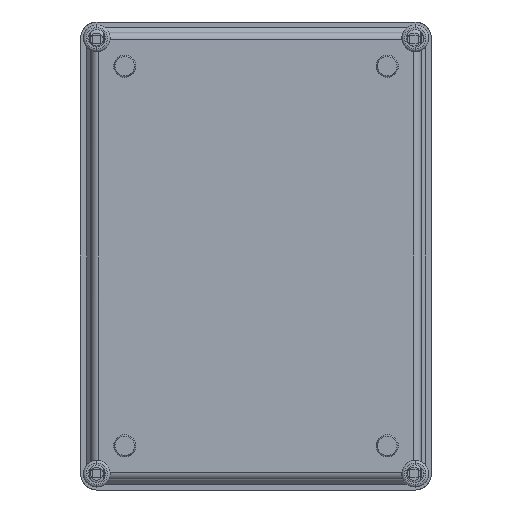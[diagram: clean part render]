
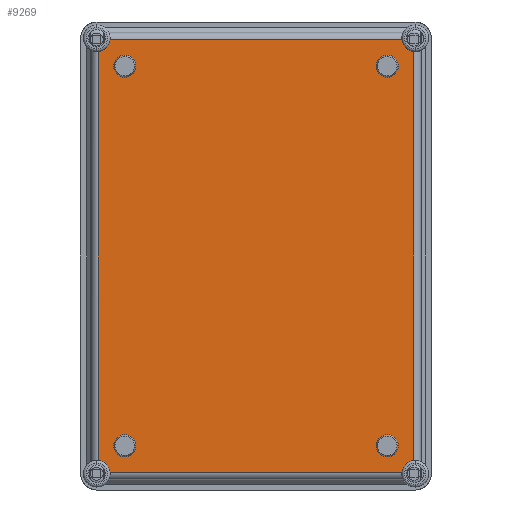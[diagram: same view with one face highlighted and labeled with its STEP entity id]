
A CAD part, front view. The second image highlights one B-rep face of the part: STEP entity #9269.
In plain terms, the highlighted planar face has unit normal (0, -1, 0).
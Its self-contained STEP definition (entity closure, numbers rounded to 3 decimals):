
#43 = CIRCLE ( 'NONE', #10839, 8.5 ) ;
#79 = VECTOR ( 'NONE', #7919, 1000. ) ;
#207 = DIRECTION ( 'NONE',  ( 0., 0., -1. ) ) ;
#275 = CARTESIAN_POINT ( 'NONE',  ( -122.5, 0., 167.5 ) ) ;
#585 = EDGE_CURVE ( 'NONE', #11620, #1800, #9381, .T. ) ;
#944 = AXIS2_PLACEMENT_3D ( 'NONE', #2297, #9232, #10219 ) ;
#1011 = EDGE_CURVE ( 'NONE', #7150, #5690, #2578, .T. ) ;
#1083 = EDGE_CURVE ( 'NONE', #4068, #7922, #10173, .T. ) ;
#1170 = DIRECTION ( 'NONE',  ( 0., 0., -1. ) ) ;
#1187 = CARTESIAN_POINT ( 'NONE',  ( 101., 0., 137.5 ) ) ;
#1207 = VERTEX_POINT ( 'NONE', #11417 ) ;
#1247 = EDGE_CURVE ( 'NONE', #1364, #1800, #2408, .T. ) ;
#1248 = CARTESIAN_POINT ( 'NONE',  ( -101., 0., 146. ) ) ;
#1364 = VERTEX_POINT ( 'NONE', #11939 ) ;
#1579 = FACE_BOUND ( 'NONE', #9300, .T. ) ;
#1602 = DIRECTION ( 'NONE',  ( 0., -1., 0. ) ) ;
#1720 = DIRECTION ( 'NONE',  ( 0., 0., -1. ) ) ;
#1749 = CARTESIAN_POINT ( 'NONE',  ( 121.5, 0., 172. ) ) ;
#1800 = VERTEX_POINT ( 'NONE', #10644 ) ;
#1952 = CARTESIAN_POINT ( 'NONE',  ( -101., 0., 137.5 ) ) ;
#2002 = ORIENTED_EDGE ( 'NONE', *, *, #10631, .F. ) ;
#2124 = CARTESIAN_POINT ( 'NONE',  ( -101., 0., 146. ) ) ;
#2264 = DIRECTION ( 'NONE',  ( 0., 0., -1. ) ) ;
#2297 = CARTESIAN_POINT ( 'NONE',  ( -101., 0., -146. ) ) ;
#2408 = CIRCLE ( 'NONE', #9414, 10.25 ) ;
#2514 = ORIENTED_EDGE ( 'NONE', *, *, #8787, .F. ) ;
#2578 = CIRCLE ( 'NONE', #11377, 8.5 ) ;
#2674 = VERTEX_POINT ( 'NONE', #3273 ) ;
#2835 = CIRCLE ( 'NONE', #5393, 10.25 ) ;
#2897 = CARTESIAN_POINT ( 'NONE',  ( 101., 0., 146. ) ) ;
#2904 = AXIS2_PLACEMENT_3D ( 'NONE', #11856, #7939, #2910 ) ;
#2910 = DIRECTION ( 'NONE',  ( 0., 0., -1. ) ) ;
#3201 = DIRECTION ( 'NONE',  ( -1., 0., 0. ) ) ;
#3273 = CARTESIAN_POINT ( 'NONE',  ( 101., 0., 154.5 ) ) ;
#3302 = CIRCLE ( 'NONE', #8358, 8.5 ) ;
#3318 = EDGE_LOOP ( 'NONE', ( #11350, #9793, #7908, #12126, #2002, #7235, #6069, #4997 ) ) ;
#3332 = EDGE_LOOP ( 'NONE', ( #4809, #7974 ) ) ;
#3366 = DIRECTION ( 'NONE',  ( 0., 0., -1. ) ) ;
#3370 = VERTEX_POINT ( 'NONE', #1952 ) ;
#3412 = VECTOR ( 'NONE', #12491, 1000. ) ;
#3642 = DIRECTION ( 'NONE',  ( 0., 0., 1. ) ) ;
#3715 = CARTESIAN_POINT ( 'NONE',  ( 101., 0., -154.5 ) ) ;
#4024 = EDGE_CURVE ( 'NONE', #4279, #2674, #11929, .T. ) ;
#4068 = VERTEX_POINT ( 'NONE', #5288 ) ;
#4090 = FACE_OUTER_BOUND ( 'NONE', #3318, .T. ) ;
#4176 = PLANE ( 'NONE',  #8296 ) ;
#4279 = VERTEX_POINT ( 'NONE', #1187 ) ;
#4345 = VECTOR ( 'NONE', #3201, 1000. ) ;
#4378 = DIRECTION ( 'NONE',  ( 0., 0., -1. ) ) ;
#4441 = EDGE_CURVE ( 'NONE', #4068, #1207, #9454, .T. ) ;
#4545 = FACE_BOUND ( 'NONE', #5960, .T. ) ;
#4746 = ORIENTED_EDGE ( 'NONE', *, *, #11116, .F. ) ;
#4809 = ORIENTED_EDGE ( 'NONE', *, *, #1011, .F. ) ;
#4862 = DIRECTION ( 'NONE',  ( 0., -1., 0. ) ) ;
#4929 = CARTESIAN_POINT ( 'NONE',  ( 127., 0., -166.5 ) ) ;
#4997 = ORIENTED_EDGE ( 'NONE', *, *, #10966, .T. ) ;
#5095 = EDGE_CURVE ( 'NONE', #7943, #7922, #5890, .T. ) ;
#5288 = CARTESIAN_POINT ( 'NONE',  ( -121.5, 0., 157.299 ) ) ;
#5312 = CARTESIAN_POINT ( 'NONE',  ( 121.5, 0., 157.299 ) ) ;
#5335 = CARTESIAN_POINT ( 'NONE',  ( 101., 0., 146. ) ) ;
#5393 = AXIS2_PLACEMENT_3D ( 'NONE', #12044, #6130, #12004 ) ;
#5614 = CIRCLE ( 'NONE', #2904, 10.25 ) ;
#5690 = VERTEX_POINT ( 'NONE', #12229 ) ;
#5807 = CARTESIAN_POINT ( 'NONE',  ( 101., 0., -146. ) ) ;
#5830 = DIRECTION ( 'NONE',  ( 0., 0., -1. ) ) ;
#5890 = LINE ( 'NONE', #6555, #4345 ) ;
#5960 = EDGE_LOOP ( 'NONE', ( #7890, #4746 ) ) ;
#5973 = CARTESIAN_POINT ( 'NONE',  ( -101., 0., -137.5 ) ) ;
#6069 = ORIENTED_EDGE ( 'NONE', *, *, #1247, .F. ) ;
#6130 = DIRECTION ( 'NONE',  ( 0., -1., 0. ) ) ;
#6184 = CARTESIAN_POINT ( 'NONE',  ( -101., 0., -146. ) ) ;
#6555 = CARTESIAN_POINT ( 'NONE',  ( -127., 0., 166.5 ) ) ;
#6842 = VECTOR ( 'NONE', #3642, 1000. ) ;
#6903 = CIRCLE ( 'NONE', #9219, 8.5 ) ;
#7150 = VERTEX_POINT ( 'NONE', #3715 ) ;
#7174 = CARTESIAN_POINT ( 'NONE',  ( 112.299, 0., 166.5 ) ) ;
#7235 = ORIENTED_EDGE ( 'NONE', *, *, #585, .T. ) ;
#7244 = CARTESIAN_POINT ( 'NONE',  ( -101., 0., -154.5 ) ) ;
#7258 = DIRECTION ( 'NONE',  ( 0., -1., 0. ) ) ;
#7281 = CARTESIAN_POINT ( 'NONE',  ( -112.299, 0., -166.5 ) ) ;
#7565 = EDGE_LOOP ( 'NONE', ( #2514, #11529 ) ) ;
#7701 = CARTESIAN_POINT ( 'NONE',  ( 101., 0., -146. ) ) ;
#7800 = CIRCLE ( 'NONE', #10270, 8.5 ) ;
#7890 = ORIENTED_EDGE ( 'NONE', *, *, #9690, .F. ) ;
#7896 = DIRECTION ( 'NONE',  ( 0., 0., -1. ) ) ;
#7908 = ORIENTED_EDGE ( 'NONE', *, *, #1083, .F. ) ;
#7919 = DIRECTION ( 'NONE',  ( 1., 0., 0. ) ) ;
#7922 = VERTEX_POINT ( 'NONE', #9273 ) ;
#7939 = DIRECTION ( 'NONE',  ( 0., -1., 0. ) ) ;
#7943 = VERTEX_POINT ( 'NONE', #7174 ) ;
#7974 = ORIENTED_EDGE ( 'NONE', *, *, #12433, .F. ) ;
#8088 = LINE ( 'NONE', #1749, #6842 ) ;
#8140 = AXIS2_PLACEMENT_3D ( 'NONE', #2897, #1602, #1720 ) ;
#8227 = DIRECTION ( 'NONE',  ( 0., 0., -1. ) ) ;
#8271 = AXIS2_PLACEMENT_3D ( 'NONE', #275, #9286, #3366 ) ;
#8296 = AXIS2_PLACEMENT_3D ( 'NONE', #11162, #12083, #2264 ) ;
#8358 = AXIS2_PLACEMENT_3D ( 'NONE', #7701, #11731, #5830 ) ;
#8597 = VERTEX_POINT ( 'NONE', #5973 ) ;
#8783 = DIRECTION ( 'NONE',  ( 0., -1., 0. ) ) ;
#8787 = EDGE_CURVE ( 'NONE', #3370, #10432, #43, .T. ) ;
#8810 = VERTEX_POINT ( 'NONE', #7244 ) ;
#9064 = ORIENTED_EDGE ( 'NONE', *, *, #4024, .F. ) ;
#9219 = AXIS2_PLACEMENT_3D ( 'NONE', #6184, #12056, #1170 ) ;
#9232 = DIRECTION ( 'NONE',  ( 0., -1., 0. ) ) ;
#9236 = EDGE_CURVE ( 'NONE', #7943, #12298, #2835, .T. ) ;
#9269 = ADVANCED_FACE ( 'NONE', ( #9810, #12286, #4090, #1579, #4545 ), #4176, .T. ) ;
#9273 = CARTESIAN_POINT ( 'NONE',  ( -112.299, 0., 166.5 ) ) ;
#9286 = DIRECTION ( 'NONE',  ( 0., -1., 0. ) ) ;
#9297 = DIRECTION ( 'NONE',  ( 0., -1., 0. ) ) ;
#9300 = EDGE_LOOP ( 'NONE', ( #9064, #12795 ) ) ;
#9381 = LINE ( 'NONE', #4929, #79 ) ;
#9414 = AXIS2_PLACEMENT_3D ( 'NONE', #10829, #4862, #10793 ) ;
#9454 = LINE ( 'NONE', #12437, #3412 ) ;
#9690 = EDGE_CURVE ( 'NONE', #8810, #8597, #10107, .T. ) ;
#9725 = EDGE_CURVE ( 'NONE', #10432, #3370, #7800, .T. ) ;
#9793 = ORIENTED_EDGE ( 'NONE', *, *, #5095, .T. ) ;
#9810 = FACE_BOUND ( 'NONE', #3332, .T. ) ;
#9958 = CIRCLE ( 'NONE', #8140, 8.5 ) ;
#10107 = CIRCLE ( 'NONE', #944, 8.5 ) ;
#10173 = CIRCLE ( 'NONE', #8271, 10.25 ) ;
#10206 = DIRECTION ( 'NONE',  ( 0., -1., 0. ) ) ;
#10219 = DIRECTION ( 'NONE',  ( 0., 0., -1. ) ) ;
#10270 = AXIS2_PLACEMENT_3D ( 'NONE', #2124, #7258, #207 ) ;
#10311 = CARTESIAN_POINT ( 'NONE',  ( -101., 0., 154.5 ) ) ;
#10432 = VERTEX_POINT ( 'NONE', #10311 ) ;
#10631 = EDGE_CURVE ( 'NONE', #11620, #1207, #5614, .T. ) ;
#10644 = CARTESIAN_POINT ( 'NONE',  ( 112.299, 0., -166.5 ) ) ;
#10696 = AXIS2_PLACEMENT_3D ( 'NONE', #5335, #9297, #4378 ) ;
#10793 = DIRECTION ( 'NONE',  ( 0., 0., -1. ) ) ;
#10829 = CARTESIAN_POINT ( 'NONE',  ( 122.5, 0., -167.5 ) ) ;
#10839 = AXIS2_PLACEMENT_3D ( 'NONE', #1248, #10206, #8227 ) ;
#10966 = EDGE_CURVE ( 'NONE', #1364, #12298, #8088, .T. ) ;
#11116 = EDGE_CURVE ( 'NONE', #8597, #8810, #6903, .T. ) ;
#11162 = CARTESIAN_POINT ( 'NONE',  ( -127., 0., -172. ) ) ;
#11350 = ORIENTED_EDGE ( 'NONE', *, *, #9236, .F. ) ;
#11377 = AXIS2_PLACEMENT_3D ( 'NONE', #5807, #8783, #7896 ) ;
#11417 = CARTESIAN_POINT ( 'NONE',  ( -121.5, 0., -157.299 ) ) ;
#11529 = ORIENTED_EDGE ( 'NONE', *, *, #9725, .F. ) ;
#11620 = VERTEX_POINT ( 'NONE', #7281 ) ;
#11731 = DIRECTION ( 'NONE',  ( 0., -1., 0. ) ) ;
#11856 = CARTESIAN_POINT ( 'NONE',  ( -122.5, 0., -167.5 ) ) ;
#11929 = CIRCLE ( 'NONE', #10696, 8.5 ) ;
#11939 = CARTESIAN_POINT ( 'NONE',  ( 121.5, 0., -157.299 ) ) ;
#12004 = DIRECTION ( 'NONE',  ( 0., 0., -1. ) ) ;
#12044 = CARTESIAN_POINT ( 'NONE',  ( 122.5, 0., 167.5 ) ) ;
#12056 = DIRECTION ( 'NONE',  ( 0., -1., 0. ) ) ;
#12083 = DIRECTION ( 'NONE',  ( 0., -1., 0. ) ) ;
#12126 = ORIENTED_EDGE ( 'NONE', *, *, #4441, .T. ) ;
#12229 = CARTESIAN_POINT ( 'NONE',  ( 101., 0., -137.5 ) ) ;
#12286 = FACE_BOUND ( 'NONE', #7565, .T. ) ;
#12298 = VERTEX_POINT ( 'NONE', #5312 ) ;
#12433 = EDGE_CURVE ( 'NONE', #5690, #7150, #3302, .T. ) ;
#12437 = CARTESIAN_POINT ( 'NONE',  ( -121.5, 0., -172. ) ) ;
#12491 = DIRECTION ( 'NONE',  ( 0., 0., -1. ) ) ;
#12631 = EDGE_CURVE ( 'NONE', #2674, #4279, #9958, .T. ) ;
#12795 = ORIENTED_EDGE ( 'NONE', *, *, #12631, .F. ) ;
